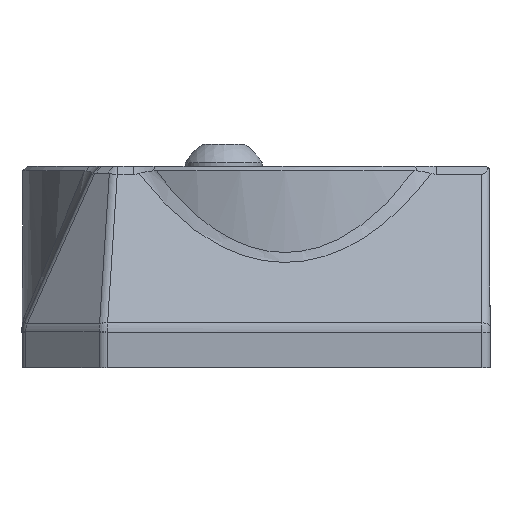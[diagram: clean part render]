
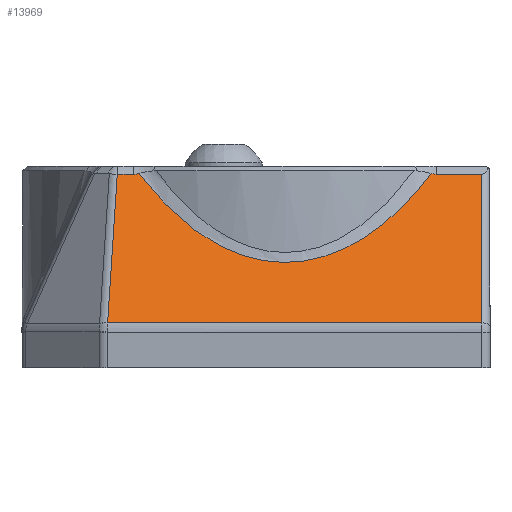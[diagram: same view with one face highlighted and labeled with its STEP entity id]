
A CAD part, left-side view. The second image highlights one B-rep face of the part: STEP entity #13969.
In plain terms, the highlighted face is planar.
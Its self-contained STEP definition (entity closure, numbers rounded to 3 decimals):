
#213=ELLIPSE('',#15539,86.752,35.6);
#214=ELLIPSE('',#15540,2.326,1.5);
#670=PLANE('',#15538);
#902=B_SPLINE_CURVE_WITH_KNOTS('',3,(#24328,#24329,#24330,#24331,#24332,
#24333),.UNSPECIFIED.,.F.,.F.,(4,2,4),(0.,0.034,0.068),
 .UNSPECIFIED.);
#903=B_SPLINE_CURVE_WITH_KNOTS('',3,(#24337,#24338,#24339,#24340,#24341,
#24342),.UNSPECIFIED.,.F.,.F.,(4,2,4),(0.,0.034,0.068),
 .UNSPECIFIED.);
#904=B_SPLINE_CURVE_WITH_KNOTS('',3,(#24346,#24347,#24348,#24349,#24350,
#24351),.UNSPECIFIED.,.F.,.F.,(4,2,4),(0.,0.003,0.006),
 .UNSPECIFIED.);
#1661=FACE_OUTER_BOUND('',#2519,.T.);
#2519=EDGE_LOOP('',(#11398,#11399,#11400,#11401,#11402,#11403,#11404,#11405,
#11406,#11407));
#3446=LINE('',#24275,#4246);
#3460=LINE('',#24317,#4260);
#3461=LINE('',#24326,#4261);
#3462=LINE('',#24344,#4262);
#3463=LINE('',#24353,#4263);
#4246=VECTOR('',#18863,10.);
#4260=VECTOR('',#18901,10.);
#4261=VECTOR('',#18906,10.);
#4262=VECTOR('',#18909,10.);
#4263=VECTOR('',#18910,1.5);
#6225=VERTEX_POINT('',#24272);
#6226=VERTEX_POINT('',#24274);
#6242=VERTEX_POINT('',#24316);
#6244=VERTEX_POINT('',#24325);
#6245=VERTEX_POINT('',#24327);
#6246=VERTEX_POINT('',#24334);
#6247=VERTEX_POINT('',#24336);
#6248=VERTEX_POINT('',#24343);
#6249=VERTEX_POINT('',#24345);
#6250=VERTEX_POINT('',#24352);
#8038=EDGE_CURVE('',#6225,#6226,#3446,.T.);
#8059=EDGE_CURVE('',#6226,#6242,#3460,.T.);
#8062=EDGE_CURVE('',#6225,#6244,#3461,.T.);
#8063=EDGE_CURVE('',#6244,#6245,#902,.T.);
#8064=EDGE_CURVE('',#6246,#6245,#213,.T.);
#8065=EDGE_CURVE('',#6246,#6247,#903,.T.);
#8066=EDGE_CURVE('',#6247,#6248,#3462,.T.);
#8067=EDGE_CURVE('',#6248,#6249,#904,.T.);
#8068=EDGE_CURVE('',#6249,#6250,#3463,.T.);
#8069=EDGE_CURVE('',#6242,#6250,#214,.T.);
#11398=ORIENTED_EDGE('',*,*,#8038,.F.);
#11399=ORIENTED_EDGE('',*,*,#8062,.T.);
#11400=ORIENTED_EDGE('',*,*,#8063,.T.);
#11401=ORIENTED_EDGE('',*,*,#8064,.F.);
#11402=ORIENTED_EDGE('',*,*,#8065,.T.);
#11403=ORIENTED_EDGE('',*,*,#8066,.T.);
#11404=ORIENTED_EDGE('',*,*,#8067,.T.);
#11405=ORIENTED_EDGE('',*,*,#8068,.T.);
#11406=ORIENTED_EDGE('',*,*,#8069,.F.);
#11407=ORIENTED_EDGE('',*,*,#8059,.F.);
#13969=ADVANCED_FACE('',(#1661),#670,.T.);
#15538=AXIS2_PLACEMENT_3D('',#24324,#18904,#18905);
#15539=AXIS2_PLACEMENT_3D('',#24335,#18907,#18908);
#15540=AXIS2_PLACEMENT_3D('',#24354,#18911,#18912);
#18863=DIRECTION('',(-0.41,0.,0.912));
#18901=DIRECTION('',(0.,-1.,0.));
#18904=DIRECTION('center_axis',(-0.912,0.,
-0.41));
#18905=DIRECTION('ref_axis',(-0.41,0.,0.912));
#18906=DIRECTION('',(0.,-1.,0.));
#18907=DIRECTION('center_axis',(-0.912,0.,
-0.41));
#18908=DIRECTION('ref_axis',(-0.41,0.,0.912));
#18909=DIRECTION('',(0.,-1.,0.));
#18910=DIRECTION('',(-0.41,-0.059,0.91));
#18911=DIRECTION('center_axis',(0.912,0.,
0.41));
#18912=DIRECTION('ref_axis',(0.156,-0.925,-0.346));
#24272=CARTESIAN_POINT('',(-65.95,28.,1.));
#24274=CARTESIAN_POINT('',(-74.236,28.,19.413));
#24275=CARTESIAN_POINT('',(-55.962,28.,-21.195));
#24316=CARTESIAN_POINT('',(-74.236,-18.389,19.413));
#24317=CARTESIAN_POINT('',(-74.236,21.75,19.413));
#24324=CARTESIAN_POINT('Origin',(-70.,14.5,10.));
#24325=CARTESIAN_POINT('',(-65.95,22.393,1.));
#24326=CARTESIAN_POINT('',(-65.95,18.446,1.));
#24327=CARTESIAN_POINT('',(-65.902,21.729,0.894));
#24328=CARTESIAN_POINT('Ctrl Pts',(-65.95,22.393,1.));
#24329=CARTESIAN_POINT('Ctrl Pts',(-65.95,22.28,1.));
#24330=CARTESIAN_POINT('Ctrl Pts',(-65.945,22.168,0.99));
#24331=CARTESIAN_POINT('Ctrl Pts',(-65.929,21.946,0.953));
#24332=CARTESIAN_POINT('Ctrl Pts',(-65.917,21.836,0.927));
#24333=CARTESIAN_POINT('Ctrl Pts',(-65.902,21.729,0.894));
#24334=CARTESIAN_POINT('',(-65.902,-14.529,0.894));
#24335=CARTESIAN_POINT('Origin',(-35.264,3.6,-67.191));
#24336=CARTESIAN_POINT('',(-65.95,-15.193,1.));
#24337=CARTESIAN_POINT('Ctrl Pts',(-65.902,-14.529,
0.894));
#24338=CARTESIAN_POINT('Ctrl Pts',(-65.917,-14.636,0.926));
#24339=CARTESIAN_POINT('Ctrl Pts',(-65.929,-14.746,
0.953));
#24340=CARTESIAN_POINT('Ctrl Pts',(-65.945,-14.968,
0.99));
#24341=CARTESIAN_POINT('Ctrl Pts',(-65.95,-15.08,
1.));
#24342=CARTESIAN_POINT('Ctrl Pts',(-65.95,-15.193,
1.));
#24343=CARTESIAN_POINT('',(-65.95,-17.133,1.));
#24344=CARTESIAN_POINT('',(-65.95,-1.316,1.));
#24345=CARTESIAN_POINT('',(-65.951,-17.198,1.002));
#24346=CARTESIAN_POINT('Ctrl Pts',(-65.95,-17.133,
1.));
#24347=CARTESIAN_POINT('Ctrl Pts',(-65.95,-17.143,
1.));
#24348=CARTESIAN_POINT('Ctrl Pts',(-65.95,-17.154,
1.));
#24349=CARTESIAN_POINT('Ctrl Pts',(-65.95,-17.176,1.001));
#24350=CARTESIAN_POINT('Ctrl Pts',(-65.951,-17.187,
1.001));
#24351=CARTESIAN_POINT('Ctrl Pts',(-65.951,-17.198,
1.002));
#24352=CARTESIAN_POINT('',(-74.23,-18.388,19.4));
#24353=CARTESIAN_POINT('',(-68.515,-17.566,6.7));
#24354=CARTESIAN_POINT('Origin',(-74.461,-16.164,19.913));
